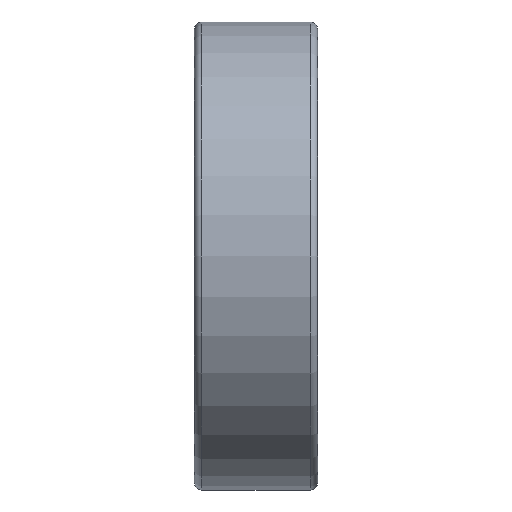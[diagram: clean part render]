
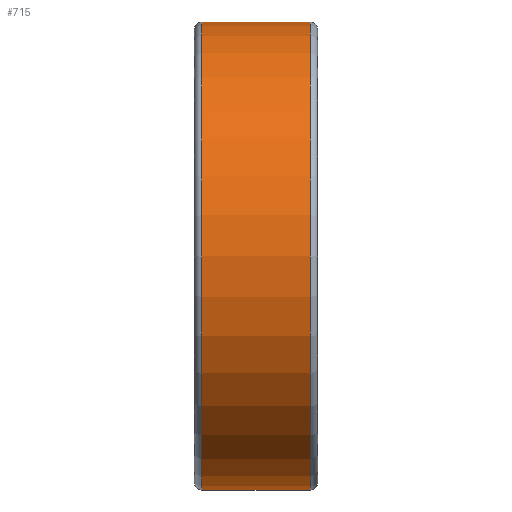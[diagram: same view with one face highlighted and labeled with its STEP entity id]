
A CAD part, front view. The second image highlights one B-rep face of the part: STEP entity #715.
In plain terms, the highlighted cylindrical face has radius 9.5 mm (diameter 19 mm), a partial arc.
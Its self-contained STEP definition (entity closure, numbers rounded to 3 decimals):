
#8 = CARTESIAN_POINT ( 'NONE',  ( 2.2, 0., 9.5 ) ) ;
#49 = AXIS2_PLACEMENT_3D ( 'NONE', #729, #685, #692 ) ;
#82 = ORIENTED_EDGE ( 'NONE', *, *, #204, .T. ) ;
#117 = VERTEX_POINT ( 'NONE', #203 ) ;
#145 = CARTESIAN_POINT ( 'NONE',  ( 2.2, 0., 0. ) ) ;
#183 = DIRECTION ( 'NONE',  ( 1., 0., 0. ) ) ;
#187 = DIRECTION ( 'NONE',  ( 0., 0., -1. ) ) ;
#195 = DIRECTION ( 'NONE',  ( 1., 0., 0. ) ) ;
#201 = EDGE_CURVE ( 'NONE', #397, #117, #813, .T. ) ;
#203 = CARTESIAN_POINT ( 'NONE',  ( 2.2, 0., -9.5 ) ) ;
#204 = EDGE_CURVE ( 'NONE', #689, #389, #797, .T. ) ;
#215 = CARTESIAN_POINT ( 'NONE',  ( -2.2, 0., 0. ) ) ;
#219 = DIRECTION ( 'NONE',  ( 1., 0., 0. ) ) ;
#229 = CARTESIAN_POINT ( 'NONE',  ( -20.637, 0., 9.5 ) ) ;
#239 = AXIS2_PLACEMENT_3D ( 'NONE', #215, #195, #358 ) ;
#296 = CYLINDRICAL_SURFACE ( 'NONE', #49, 9.5 ) ;
#316 = ORIENTED_EDGE ( 'NONE', *, *, #460, .T. ) ;
#334 = FACE_OUTER_BOUND ( 'NONE', #381, .T. ) ;
#358 = DIRECTION ( 'NONE',  ( 0., 0., -1. ) ) ;
#381 = EDGE_LOOP ( 'NONE', ( #464, #82, #316, #535 ) ) ;
#389 = VERTEX_POINT ( 'NONE', #643 ) ;
#397 = VERTEX_POINT ( 'NONE', #8 ) ;
#431 = EDGE_CURVE ( 'NONE', #689, #397, #597, .T. ) ;
#460 = EDGE_CURVE ( 'NONE', #389, #117, #724, .T. ) ;
#464 = ORIENTED_EDGE ( 'NONE', *, *, #431, .F. ) ;
#472 = CARTESIAN_POINT ( 'NONE',  ( -20.637, 0., -9.5 ) ) ;
#509 = VECTOR ( 'NONE', #618, 1000. ) ;
#535 = ORIENTED_EDGE ( 'NONE', *, *, #201, .F. ) ;
#561 = VECTOR ( 'NONE', #219, 1000. ) ;
#597 = LINE ( 'NONE', #229, #561 ) ;
#618 = DIRECTION ( 'NONE',  ( 1., 0., 0. ) ) ;
#643 = CARTESIAN_POINT ( 'NONE',  ( -2.2, 0., -9.5 ) ) ;
#654 = CARTESIAN_POINT ( 'NONE',  ( -2.2, 0., 9.5 ) ) ;
#685 = DIRECTION ( 'NONE',  ( 1., 0., 0. ) ) ;
#689 = VERTEX_POINT ( 'NONE', #654 ) ;
#692 = DIRECTION ( 'NONE',  ( 0., 0., -1. ) ) ;
#715 = ADVANCED_FACE ( 'NONE', ( #334 ), #296, .T. ) ;
#724 = LINE ( 'NONE', #472, #509 ) ;
#726 = AXIS2_PLACEMENT_3D ( 'NONE', #145, #183, #187 ) ;
#729 = CARTESIAN_POINT ( 'NONE',  ( -20.637, 0., 0. ) ) ;
#797 = CIRCLE ( 'NONE', #239, 9.5 ) ;
#813 = CIRCLE ( 'NONE', #726, 9.5 ) ;
